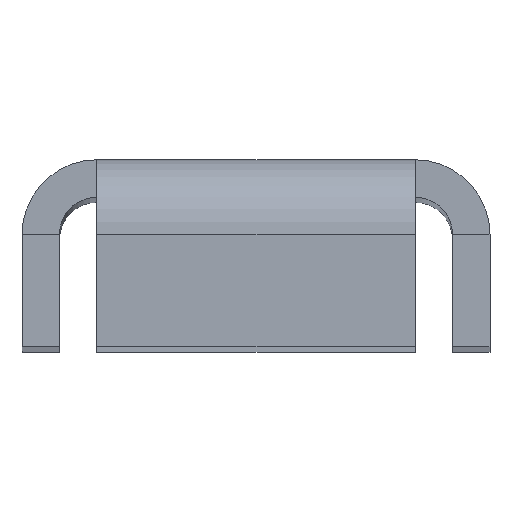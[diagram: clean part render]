
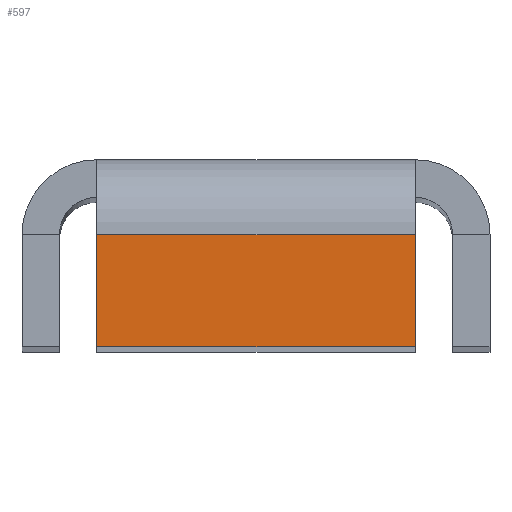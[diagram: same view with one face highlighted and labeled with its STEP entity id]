
A CAD part, top view. The second image highlights one B-rep face of the part: STEP entity #597.
In plain terms, the highlighted planar face has unit normal (0, 0, 1).
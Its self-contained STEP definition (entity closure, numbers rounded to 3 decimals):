
#27=PLANE('',#657);
#60=FACE_OUTER_BOUND('',#99,.T.);
#99=EDGE_LOOP('',(#462,#463,#464,#465));
#144=LINE('',#924,#209);
#149=LINE('',#937,#214);
#156=LINE('',#955,#221);
#158=LINE('',#958,#223);
#209=VECTOR('',#732,10.);
#214=VECTOR('',#743,2.304);
#221=VECTOR('',#762,10.);
#223=VECTOR('',#766,10.);
#293=VERTEX_POINT('',#922);
#294=VERTEX_POINT('',#923);
#299=VERTEX_POINT('',#935);
#304=VERTEX_POINT('',#954);
#343=EDGE_CURVE('',#293,#294,#144,.T.);
#350=EDGE_CURVE('',#294,#299,#149,.T.);
#359=EDGE_CURVE('',#304,#293,#156,.T.);
#361=EDGE_CURVE('',#299,#304,#158,.T.);
#462=ORIENTED_EDGE('',*,*,#343,.T.);
#463=ORIENTED_EDGE('',*,*,#350,.T.);
#464=ORIENTED_EDGE('',*,*,#361,.T.);
#465=ORIENTED_EDGE('',*,*,#359,.T.);
#597=ADVANCED_FACE('',(#60),#27,.T.);
#657=AXIS2_PLACEMENT_3D('',#961,#770,#771);
#732=DIRECTION('',(-1.,0.,0.));
#743=DIRECTION('',(0.,-1.,0.));
#762=DIRECTION('',(0.,1.,0.));
#766=DIRECTION('',(1.,0.,0.));
#770=DIRECTION('center_axis',(0.,0.,1.));
#771=DIRECTION('ref_axis',(0.,-1.,0.));
#922=CARTESIAN_POINT('',(135.075,464.8,211.9));
#923=CARTESIAN_POINT('',(121.475,464.8,211.9));
#924=CARTESIAN_POINT('',(128.275,464.8,211.9));
#935=CARTESIAN_POINT('',(121.475,460.,211.9));
#937=CARTESIAN_POINT('',(121.475,472.038,211.9));
#954=CARTESIAN_POINT('',(135.075,460.,211.9));
#955=CARTESIAN_POINT('',(135.075,464.8,211.9));
#958=CARTESIAN_POINT('',(135.075,460.,211.9));
#961=CARTESIAN_POINT('Origin',(128.275,464.21,211.9));
